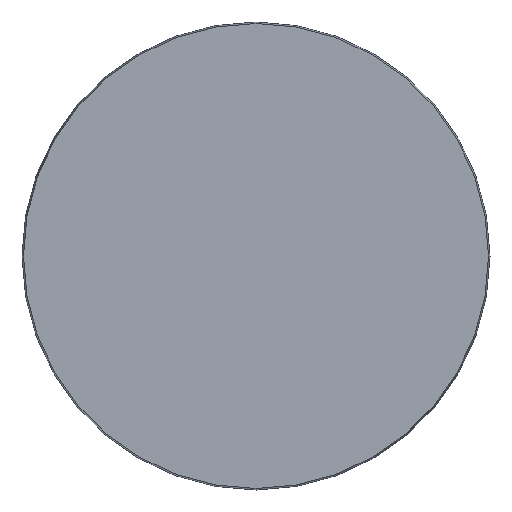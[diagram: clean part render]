
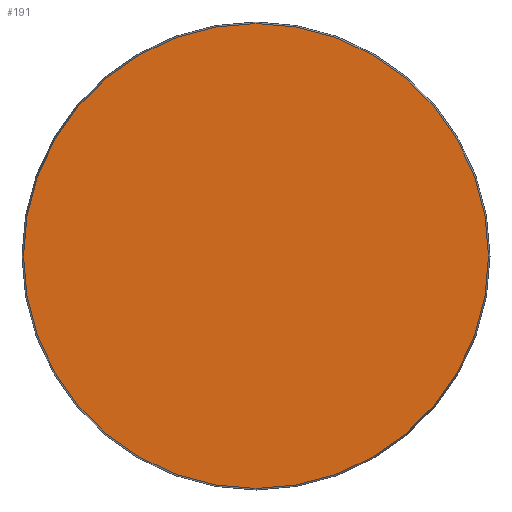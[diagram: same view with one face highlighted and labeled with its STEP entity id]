
A CAD part, front view. The second image highlights one B-rep face of the part: STEP entity #191.
In plain terms, the highlighted planar face has unit normal (0, -1, 0).
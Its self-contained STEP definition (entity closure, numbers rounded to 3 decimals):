
#40 = CIRCLE ( 'NONE', #494, 88.425 ) ;
#75 = VERTEX_POINT ( 'NONE', #545 ) ;
#137 = EDGE_LOOP ( 'NONE', ( #756 ) ) ;
#191 = ADVANCED_FACE ( 'NONE', ( #370 ), #478, .F. ) ;
#197 = CARTESIAN_POINT ( 'NONE',  ( 0., 0., 0. ) ) ;
#258 = EDGE_CURVE ( 'NONE', #75, #75, #40, .T. ) ;
#262 = AXIS2_PLACEMENT_3D ( 'NONE', #468, #701, #595 ) ;
#322 = DIRECTION ( 'NONE',  ( 0., -1., 0. ) ) ;
#370 = FACE_OUTER_BOUND ( 'NONE', #137, .T. ) ;
#468 = CARTESIAN_POINT ( 'NONE',  ( -88.425, 0., 0. ) ) ;
#478 = PLANE ( 'NONE',  #262 ) ;
#494 = AXIS2_PLACEMENT_3D ( 'NONE', #197, #322, #664 ) ;
#545 = CARTESIAN_POINT ( 'NONE',  ( 0., 0., -88.425 ) ) ;
#595 = DIRECTION ( 'NONE',  ( 0., 0., 1. ) ) ;
#664 = DIRECTION ( 'NONE',  ( 0., 0., -1. ) ) ;
#701 = DIRECTION ( 'NONE',  ( 0., 1., 0. ) ) ;
#756 = ORIENTED_EDGE ( 'NONE', *, *, #258, .T. ) ;
